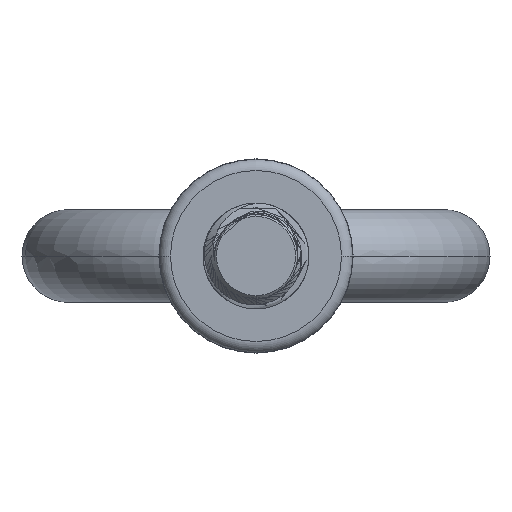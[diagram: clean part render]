
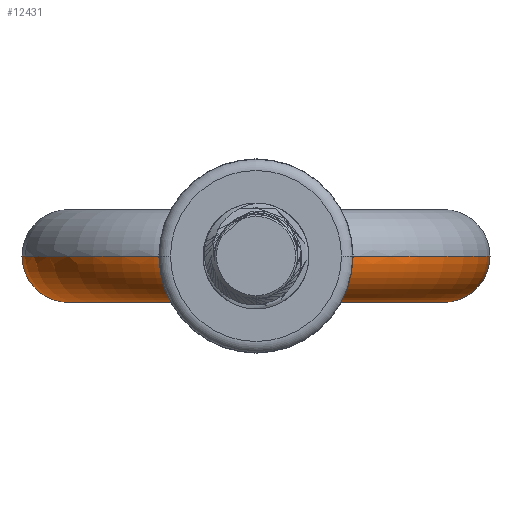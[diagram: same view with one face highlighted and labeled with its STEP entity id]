
A CAD part, front view. The second image highlights one B-rep face of the part: STEP entity #12431.
In plain terms, the highlighted toroidal (fillet/blend) face has major radius 16.867 mm and minor radius 4.167 mm.
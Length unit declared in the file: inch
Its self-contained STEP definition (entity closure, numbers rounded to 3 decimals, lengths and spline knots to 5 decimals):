
#1188 = CIRCLE ( 'NONE', #16155, 0.82812 ) ;
#1213 = CIRCLE ( 'NONE', #16134, 0.16406 ) ;
#4242 = ORIENTED_EDGE ( 'NONE', *, *, #15649, .T. ) ;
#4243 = ORIENTED_EDGE ( 'NONE', *, *, #15601, .T. ) ;
#4244 = ORIENTED_EDGE ( 'NONE', *, *, #15671, .T. ) ;
#4245 = ORIENTED_EDGE ( 'NONE', *, *, #15602, .T. ) ;
#4246 = ORIENTED_EDGE ( 'NONE', *, *, #15586, .F. ) ;
#4247 = ORIENTED_EDGE ( 'NONE', *, *, #15658, .T. ) ;
#4248 = ORIENTED_EDGE ( 'NONE', *, *, #15659, .F. ) ;
#5133 = TOROIDAL_SURFACE ( 'NONE', #15784, 0.66406, 0.16406 ) ;
#5284 = FACE_OUTER_BOUND ( 'NONE', #7596, .T. ) ;
#5696 = CARTESIAN_POINT ( 'NONE',  ( 0.66406, 0., 0. ) ) ;
#5697 = DIRECTION ( 'NONE',  ( 0., 1., 0. ) ) ;
#5698 = DIRECTION ( 'NONE',  ( -1., 0., 0. ) ) ;
#5762 = CARTESIAN_POINT ( 'NONE',  ( 0., 0., 0. ) ) ;
#5763 = CARTESIAN_POINT ( 'NONE',  ( 0.23905, -0.79287, 0. ) ) ;
#5764 = DIRECTION ( 'NONE',  ( 0., 0., -1. ) ) ;
#5765 = DIRECTION ( 'NONE',  ( -1., 0., 0. ) ) ;
#5766 = CARTESIAN_POINT ( 'NONE',  ( 0.23905, -0.79287, -0.01409 ) ) ;
#5767 = CARTESIAN_POINT ( 'NONE',  ( 0.23697, -0.79162, -0.02782 ) ) ;
#5768 = CARTESIAN_POINT ( 'NONE',  ( 0.23106, -0.78803, -0.04765 ) ) ;
#5769 = CARTESIAN_POINT ( 'NONE',  ( 0.2286, -0.78653, -0.05416 ) ) ;
#5770 = CARTESIAN_POINT ( 'NONE',  ( 0.22297, -0.78309, -0.06646 ) ) ;
#5771 = CARTESIAN_POINT ( 'NONE',  ( 0.21979, -0.78114, -0.07232 ) ) ;
#5772 = CARTESIAN_POINT ( 'NONE',  ( 0.20925, -0.77466, -0.0891 ) ) ;
#5773 = CARTESIAN_POINT ( 'NONE',  ( 0.20082, -0.76945, -0.09929 ) ) ;
#5774 = CARTESIAN_POINT ( 'NONE',  ( 0.1826, -0.7581, -0.11693 ) ) ;
#5775 = CARTESIAN_POINT ( 'NONE',  ( 0.17272, -0.7519, -0.12453 ) ) ;
#5776 = CARTESIAN_POINT ( 'NONE',  ( 0.14125, -0.732, -0.1442 ) ) ;
#5777 = CARTESIAN_POINT ( 'NONE',  ( 0.11911, -0.71773, -0.15251 ) ) ;
#5778 = CARTESIAN_POINT ( 'NONE',  ( 0.08435, -0.69586, -0.16014 ) ) ;
#5779 = CARTESIAN_POINT ( 'NONE',  ( 0.07253, -0.6885, -0.16183 ) ) ;
#5780 = CARTESIAN_POINT ( 'NONE',  ( 0.05447, -0.67813, -0.16331 ) ) ;
#5781 = CARTESIAN_POINT ( 'NONE',  ( 0.04838, -0.67479, -0.16363 ) ) ;
#5782 = CARTESIAN_POINT ( 'NONE',  ( 0.0359, -0.66861, -0.16401 ) ) ;
#5783 = CARTESIAN_POINT ( 'NONE',  ( 0.02946, -0.66575, -0.16406 ) ) ;
#5784 = CARTESIAN_POINT ( 'NONE',  ( 0.01615, -0.66136, -0.16406 ) ) ;
#5785 = CARTESIAN_POINT ( 'NONE',  ( 0.00922, -0.65986, -0.16401 ) ) ;
#5786 = CARTESIAN_POINT ( 'NONE',  ( -0.00478, -0.65936, -0.16399 ) ) ;
#5787 = CARTESIAN_POINT ( 'NONE',  ( -0.01182, -0.66038, -0.16404 ) ) ;
#5788 = CARTESIAN_POINT ( 'NONE',  ( -0.02531, -0.66414, -0.16407 ) ) ;
#5789 = CARTESIAN_POINT ( 'NONE',  ( -0.03185, -0.66682, -0.16406 ) ) ;
#5790 = CARTESIAN_POINT ( 'NONE',  ( -0.0445, -0.67275, -0.16378 ) ) ;
#5791 = CARTESIAN_POINT ( 'NONE',  ( -0.05063, -0.67602, -0.16353 ) ) ;
#5792 = CARTESIAN_POINT ( 'NONE',  ( -0.06873, -0.6862, -0.16226 ) ) ;
#5793 = CARTESIAN_POINT ( 'NONE',  ( -0.08044, -0.69344, -0.16077 ) ) ;
#5794 = CARTESIAN_POINT ( 'NONE',  ( -0.10358, -0.70794, -0.15608 ) ) ;
#5796 = CARTESIAN_POINT ( 'NONE',  ( -0.11507, -0.71527, -0.15289 ) ) ;
#5798 = CARTESIAN_POINT ( 'NONE',  ( -0.13754, -0.72959, -0.1445 ) ) ;
#5799 = CARTESIAN_POINT ( 'NONE',  ( -0.14841, -0.73652, -0.13937 ) ) ;
#5801 = CARTESIAN_POINT ( 'NONE',  ( -0.16934, -0.74977, -0.12689 ) ) ;
#5803 = CARTESIAN_POINT ( 'NONE',  ( -0.17948, -0.75614, -0.11947 ) ) ;
#5805 = CARTESIAN_POINT ( 'NONE',  ( -0.19819, -0.76782, -0.10218 ) ) ;
#5807 = CARTESIAN_POINT ( 'NONE',  ( -0.20684, -0.77317, -0.09224 ) ) ;
#5808 = CARTESIAN_POINT ( 'NONE',  ( -0.22155, -0.78223, -0.07003 ) ) ;
#5809 = CARTESIAN_POINT ( 'NONE',  ( -0.22754, -0.78588, -0.05798 ) ) ;
#5811 = CARTESIAN_POINT ( 'NONE',  ( -0.23187, -0.78851, -0.04478 ) ) ;
#6183 = CARTESIAN_POINT ( 'NONE',  ( 0., 0., 0. ) ) ;
#6184 = DIRECTION ( 'NONE',  ( 0., 0., -1. ) ) ;
#6185 = DIRECTION ( 'NONE',  ( -1., 0., 0. ) ) ;
#6233 = CARTESIAN_POINT ( 'NONE',  ( 0., 0., 0. ) ) ;
#6239 = CARTESIAN_POINT ( 'NONE',  ( -0.66406, 0., 0. ) ) ;
#6240 = DIRECTION ( 'NONE',  ( 0., -1., 0. ) ) ;
#6241 = DIRECTION ( 'NONE',  ( 0., 0., -1. ) ) ;
#6243 = DIRECTION ( 'NONE',  ( 0., 0., -1. ) ) ;
#6244 = DIRECTION ( 'NONE',  ( -1., 0., 0. ) ) ;
#6284 = CARTESIAN_POINT ( 'NONE',  ( -0.23187, -0.78851, -0.04478 ) ) ;
#6289 = CARTESIAN_POINT ( 'NONE',  ( -0.23422, -0.78995, -0.03758 ) ) ;
#6290 = CARTESIAN_POINT ( 'NONE',  ( -0.23601, -0.79103, -0.03025 ) ) ;
#6291 = CARTESIAN_POINT ( 'NONE',  ( -0.23842, -0.79249, -0.01533 ) ) ;
#6292 = CARTESIAN_POINT ( 'NONE',  ( -0.23905, -0.79287, -0.00771 ) ) ;
#6293 = CARTESIAN_POINT ( 'NONE',  ( -0.23905, -0.79287, 0. ) ) ;
#6438 = CARTESIAN_POINT ( 'NONE',  ( 0.82812, 0., 0. ) ) ;
#6551 = CARTESIAN_POINT ( 'NONE',  ( 0.5, 0., 0. ) ) ;
#6552 = CARTESIAN_POINT ( 'NONE',  ( 0.23905, -0.79287, 0. ) ) ;
#6553 = CARTESIAN_POINT ( 'NONE',  ( -0.23187, -0.78851, -0.04478 ) ) ;
#6574 = CARTESIAN_POINT ( 'NONE',  ( -0.82812, 0., 0. ) ) ;
#6575 = CARTESIAN_POINT ( 'NONE',  ( -0.23905, -0.79287, 0. ) ) ;
#6576 = CARTESIAN_POINT ( 'NONE',  ( -0.5, 0., 0. ) ) ;
#7596 = EDGE_LOOP ( 'NONE', ( #4246, #4243, #4245, #4244, #4242, #4247, #4248 ) ) ;
#7833 = CIRCLE ( 'NONE', #16213, 0.5 ) ;
#7837 = CIRCLE ( 'NONE', #16245, 0.16406 ) ;
#7849 = CIRCLE ( 'NONE', #16239, 0.82812 ) ;
#12431 = ADVANCED_FACE ( 'NONE', ( #5284 ), #5133, .T. ) ;
#15586 = EDGE_CURVE ( 'NONE', #18919, #18907, #1213, .T. ) ;
#15601 = EDGE_CURVE ( 'NONE', #18919, #18908, #1188, .T. ) ;
#15602 = EDGE_CURVE ( 'NONE', #18908, #18909, #17555, .T. ) ;
#15649 = EDGE_CURVE ( 'NONE', #18934, #18933, #7849, .T. ) ;
#15658 = EDGE_CURVE ( 'NONE', #18933, #18935, #7837, .T. ) ;
#15659 = EDGE_CURVE ( 'NONE', #18907, #18935, #7833, .T. ) ;
#15671 = EDGE_CURVE ( 'NONE', #18909, #18934, #17558, .T. ) ;
#15784 = AXIS2_PLACEMENT_3D ( 'NONE', #15861, #15853, #15867 ) ;
#15853 = DIRECTION ( 'NONE',  ( 0., 0., -1. ) ) ;
#15861 = CARTESIAN_POINT ( 'NONE',  ( 0., 0., 0. ) ) ;
#15867 = DIRECTION ( 'NONE',  ( -1., 0., 0. ) ) ;
#16134 = AXIS2_PLACEMENT_3D ( 'NONE', #5696, #5697, #5698 ) ;
#16155 = AXIS2_PLACEMENT_3D ( 'NONE', #5762, #5764, #5765 ) ;
#16213 = AXIS2_PLACEMENT_3D ( 'NONE', #6233, #6243, #6244 ) ;
#16239 = AXIS2_PLACEMENT_3D ( 'NONE', #6183, #6184, #6185 ) ;
#16245 = AXIS2_PLACEMENT_3D ( 'NONE', #6239, #6240, #6241 ) ;
#17555 = B_SPLINE_CURVE_WITH_KNOTS ( 'NONE', 3,
 ( #5763, #5766, #5767, #5768, #5769, #5770, #5771, #5772, #5773, #5774, #5775, #5776, #5777, #5778, #5779, #5780, #5781, #5782, #5783, #5784, #5785, #5786, #5787, #5788, #5789, #5790, #5791, #5792, #5793, #5794, #5796, #5798, #5799, #5801, #5803, #5805, #5807, #5808, #5809, #5811 ),
 .UNSPECIFIED., .F., .F.,
 ( 4, 2, 2, 2, 2, 2, 2, 2, 2, 2, 2, 2, 2, 2, 2, 2, 2, 2, 2, 4 ),
 ( 0.02121, 0.02229, 0.02282, 0.02336, 0.02443, 0.02551, 0.02765, 0.02873, 0.02926, 0.0298, 0.03034, 0.03087, 0.03141, 0.03195, 0.03302, 0.03409, 0.03517, 0.03624, 0.03731, 0.03839 ),
 .UNSPECIFIED. ) ;
#17558 = B_SPLINE_CURVE_WITH_KNOTS ( 'NONE', 3,
 ( #6284, #6289, #6290, #6291, #6292, #6293 ),
 .UNSPECIFIED., .F., .F.,
 ( 4, 2, 4 ),
 ( 0.00172, 0.0023, 0.00289 ),
 .UNSPECIFIED. ) ;
#18907 = VERTEX_POINT ( 'NONE', #6551 ) ;
#18908 = VERTEX_POINT ( 'NONE', #6552 ) ;
#18909 = VERTEX_POINT ( 'NONE', #6553 ) ;
#18919 = VERTEX_POINT ( 'NONE', #6438 ) ;
#18933 = VERTEX_POINT ( 'NONE', #6574 ) ;
#18934 = VERTEX_POINT ( 'NONE', #6575 ) ;
#18935 = VERTEX_POINT ( 'NONE', #6576 ) ;
